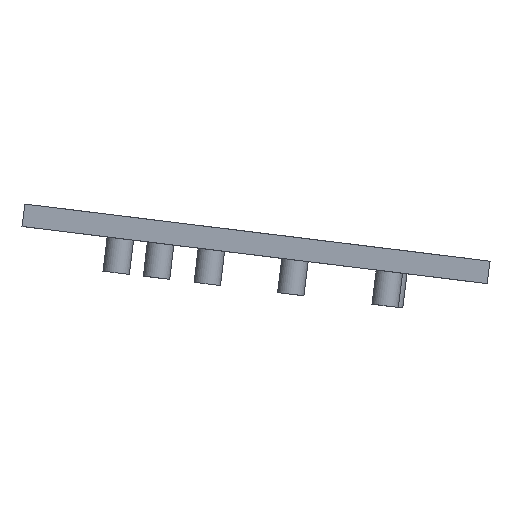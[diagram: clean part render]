
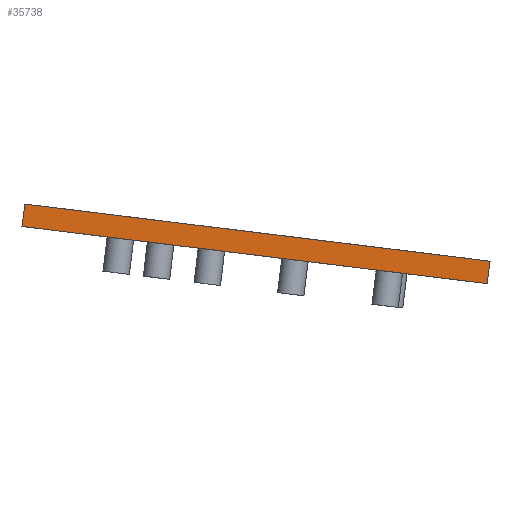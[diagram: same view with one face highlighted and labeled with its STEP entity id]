
A CAD part, left-side view. The second image highlights one B-rep face of the part: STEP entity #35738.
In plain terms, the highlighted planar face has unit normal (-1, 0, 0).
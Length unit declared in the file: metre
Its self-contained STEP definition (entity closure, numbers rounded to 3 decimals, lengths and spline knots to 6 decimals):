
#6854=ORIENTED_EDGE('',*,*,#11811,.F.);
#6855=ORIENTED_EDGE('',*,*,#14783,.F.);
#6856=ORIENTED_EDGE('',*,*,#14784,.T.);
#6857=ORIENTED_EDGE('',*,*,#14780,.T.);
#11811=EDGE_CURVE('',#16853,#16850,#20373,.T.);
#14780=EDGE_CURVE('',#18630,#16850,#23342,.T.);
#14783=EDGE_CURVE('',#18632,#16853,#23345,.T.);
#14784=EDGE_CURVE('',#18632,#18630,#23346,.T.);
#16850=VERTEX_POINT('',#49661);
#16853=VERTEX_POINT('',#49666);
#18630=VERTEX_POINT('',#55493);
#18632=VERTEX_POINT('',#55499);
#20373=LINE('',#49667,#25485);
#23342=LINE('',#55492,#28454);
#23345=LINE('',#55498,#28457);
#23346=LINE('',#55500,#28458);
#25485=VECTOR('',#39742,1.);
#28454=VECTOR('',#44871,1.);
#28457=VECTOR('',#44876,1.);
#28458=VECTOR('',#44877,1.);
#30344=EDGE_LOOP('',(#6854,#6855,#6856,#6857));
#32214=FACE_BOUND('',#30344,.T.);
#34020=PLANE('',#37487);
#35738=ADVANCED_FACE('',(#32214),#34020,.T.);
#37487=AXIS2_PLACEMENT_3D('',#55497,#44874,#44875);
#39742=DIRECTION('',(0.,0.993,0.122));
#44871=DIRECTION('',(0.,0.122,-0.993));
#44874=DIRECTION('',(-1.,0.,0.));
#44875=DIRECTION('',(0.,0.,1.));
#44876=DIRECTION('',(0.,0.122,-0.993));
#44877=DIRECTION('',(0.,0.993,0.122));
#49661=CARTESIAN_POINT('',(-0.123825,0.023254,0.024156));
#49666=CARTESIAN_POINT('',(-0.123825,-0.071285,0.012548));
#49667=CARTESIAN_POINT('',(-0.123825,-0.024016,0.018352));
#55492=CARTESIAN_POINT('',(-0.123825,0.022694,0.028722));
#55493=CARTESIAN_POINT('',(-0.123825,0.022694,0.028722));
#55497=CARTESIAN_POINT('',(-0.123825,-0.024576,0.022918));
#55498=CARTESIAN_POINT('',(-0.123825,-0.071846,0.017114));
#55499=CARTESIAN_POINT('',(-0.123825,-0.071846,0.017114));
#55500=CARTESIAN_POINT('',(-0.123825,-0.024576,0.022918));
